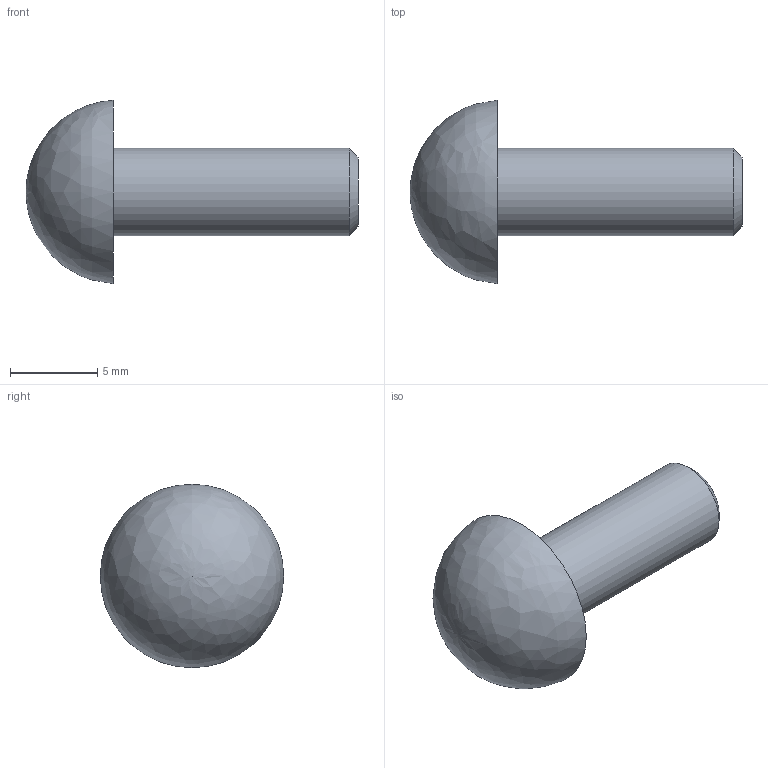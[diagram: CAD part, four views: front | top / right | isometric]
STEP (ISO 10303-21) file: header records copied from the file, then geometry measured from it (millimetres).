
FILE_DESCRIPTION(/* description */ ('Blindstopfen PG 9'),/* implementation_level */ '2;1');
FILE_NAME(/* name */ '72007409DS-RST.stp',/* time_stamp */ '2020-10-27T08:04:54+01:00',/* author */ ('sl'),/* organization */ (''),/* preprocessor_version */ 'ST-DEVELOPER v16.5',/* originating_system */ 'Autodesk Inventor 2017',/* authorisation */ '');
FILE_SCHEMA (('AUTOMOTIVE_DESIGN { 1 0 10303 214 3 1 1 }'));
Length unit declared in the file: millimetre
Products named in the file (1): Blindstopfen-01-BT-0002-72007409DS
Bounding box: 19 x 10.5 x 10.5 mm (x, y, z)
Volume: 455.2 mm3; surface area: 594.9 mm2
Topology: 1 solids, 1 shells, 9 faces, 16 edges, 10 vertices
Faces by surface type: plane 3, torus 2, cylinder 2, cone 1, bspline 1
Full cylindrical faces by diameter (mm): 3 x1, 5 x1
Entity records: 244 total; most frequent: CARTESIAN_POINT 58, DIRECTION 36, ORIENTED_EDGE 20, AXIS2_PLACEMENT_3D 18, EDGE_LOOP 16, VERTEX_POINT 10, EDGE_CURVE 10, FACE_OUTER_BOUND 9
